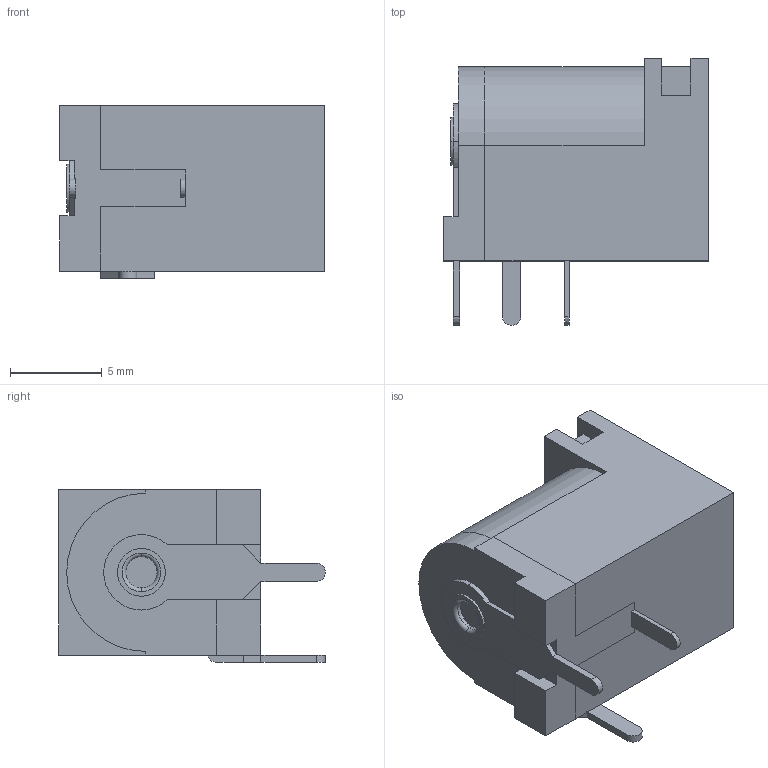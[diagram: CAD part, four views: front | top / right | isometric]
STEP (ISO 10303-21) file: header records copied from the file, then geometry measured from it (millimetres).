
FILE_DESCRIPTION (( 'STEP AP214' ), '1' );
FILE_NAME ('PJ-102A.STEP', '2021-08-31T07:40:53', ( '' ), ( '' ), 'SwSTEP 2.0', 'SolidWorks 2017', '' );
FILE_SCHEMA (( 'AUTOMOTIVE_DESIGN' ));
Length unit declared in the file: millimetre
Products named in the file (1): PJ-102A
Bounding box: 14.4 x 14.5 x 9.4 mm (x, y, z)
Volume: 921.9 mm3; surface area: 1373.1 mm2
Topology: 7 solids, 7 shells, 110 faces, 275 edges, 181 vertices
Faces by surface type: plane 78, cylinder 26, cone 2, sphere 2, torus 2
Entity records: 3327 total; most frequent: CARTESIAN_POINT 567, DIRECTION 551, ORIENTED_EDGE 542, EDGE_CURVE 271, LINE 209, VECTOR 209, VERTEX_POINT 179, AXIS2_PLACEMENT_3D 171
